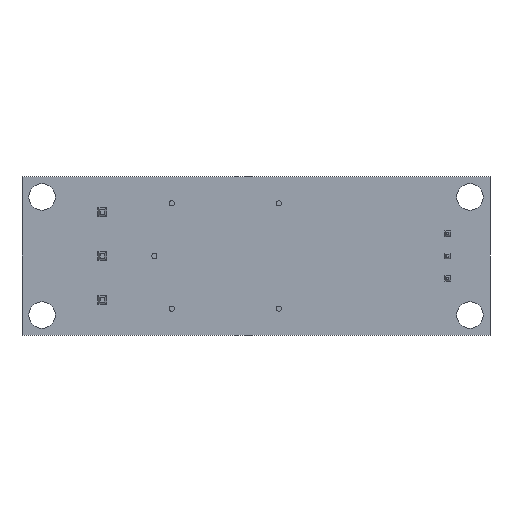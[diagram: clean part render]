
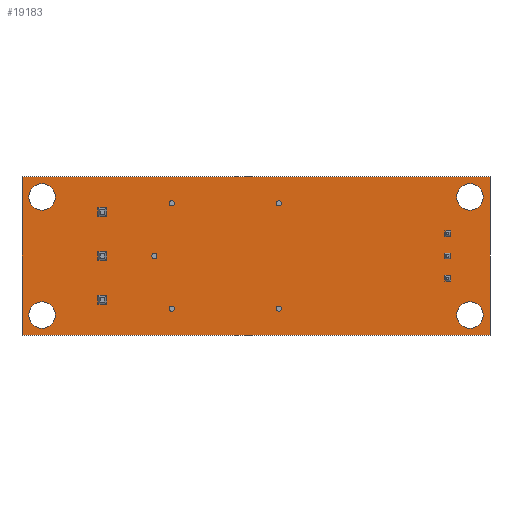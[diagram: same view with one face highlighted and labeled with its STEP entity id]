
A CAD part, front view. The second image highlights one B-rep face of the part: STEP entity #19183.
In plain terms, the highlighted planar face has unit normal (0, -1, 0).
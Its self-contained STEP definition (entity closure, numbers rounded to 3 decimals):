
#1187=FACE_BOUND('',#2873,.T.);
#1188=FACE_BOUND('',#2874,.T.);
#1189=FACE_BOUND('',#2875,.T.);
#1190=FACE_BOUND('',#2876,.T.);
#1259=CIRCLE('',#20388,1.5);
#1260=CIRCLE('',#20389,1.5);
#1261=CIRCLE('',#20390,1.5);
#1262=CIRCLE('',#20391,1.5);
#1263=CIRCLE('',#20392,1.5);
#1264=CIRCLE('',#20393,1.5);
#1265=CIRCLE('',#20394,1.5);
#1266=CIRCLE('',#20395,1.5);
#1922=FACE_OUTER_BOUND('',#2872,.T.);
#2872=EDGE_LOOP('',(#12551,#12552,#12553,#12554));
#2873=EDGE_LOOP('',(#12555,#12556));
#2874=EDGE_LOOP('',(#12557,#12558));
#2875=EDGE_LOOP('',(#12559,#12560));
#2876=EDGE_LOOP('',(#12561,#12562));
#3882=LINE('',#26600,#5587);
#3886=LINE('',#26608,#5591);
#3889=LINE('',#26614,#5594);
#3892=LINE('',#26619,#5597);
#5587=VECTOR('',#21887,1000.);
#5591=VECTOR('',#21893,1000.);
#5594=VECTOR('',#21898,1000.);
#5597=VECTOR('',#21903,1000.);
#7292=VERTEX_POINT('',#26598);
#7293=VERTEX_POINT('',#26599);
#7296=VERTEX_POINT('',#26607);
#7298=VERTEX_POINT('',#26613);
#7308=VERTEX_POINT('',#26639);
#7309=VERTEX_POINT('',#26640);
#7310=VERTEX_POINT('',#26643);
#7311=VERTEX_POINT('',#26644);
#7312=VERTEX_POINT('',#26647);
#7313=VERTEX_POINT('',#26648);
#7314=VERTEX_POINT('',#26651);
#7315=VERTEX_POINT('',#26652);
#9510=EDGE_CURVE('',#7292,#7293,#3882,.T.);
#9514=EDGE_CURVE('',#7293,#7296,#3886,.T.);
#9517=EDGE_CURVE('',#7296,#7298,#3889,.T.);
#9520=EDGE_CURVE('',#7298,#7292,#3892,.T.);
#9530=EDGE_CURVE('',#7308,#7309,#1259,.T.);
#9531=EDGE_CURVE('',#7309,#7308,#1260,.T.);
#9532=EDGE_CURVE('',#7310,#7311,#1261,.T.);
#9533=EDGE_CURVE('',#7311,#7310,#1262,.T.);
#9534=EDGE_CURVE('',#7312,#7313,#1263,.T.);
#9535=EDGE_CURVE('',#7313,#7312,#1264,.T.);
#9536=EDGE_CURVE('',#7314,#7315,#1265,.T.);
#9537=EDGE_CURVE('',#7315,#7314,#1266,.T.);
#12551=ORIENTED_EDGE('',*,*,#9510,.F.);
#12552=ORIENTED_EDGE('',*,*,#9520,.F.);
#12553=ORIENTED_EDGE('',*,*,#9517,.F.);
#12554=ORIENTED_EDGE('',*,*,#9514,.F.);
#12555=ORIENTED_EDGE('',*,*,#9530,.T.);
#12556=ORIENTED_EDGE('',*,*,#9531,.T.);
#12557=ORIENTED_EDGE('',*,*,#9532,.T.);
#12558=ORIENTED_EDGE('',*,*,#9533,.T.);
#12559=ORIENTED_EDGE('',*,*,#9534,.T.);
#12560=ORIENTED_EDGE('',*,*,#9535,.T.);
#12561=ORIENTED_EDGE('',*,*,#9536,.T.);
#12562=ORIENTED_EDGE('',*,*,#9537,.T.);
#17609=PLANE('',#20387);
#19183=ADVANCED_FACE('',(#1922,#1187,#1188,#1189,#1190),#17609,.T.);
#20387=AXIS2_PLACEMENT_3D('',#26638,#21923,#21924);
#20388=AXIS2_PLACEMENT_3D('',#26641,#21925,#21926);
#20389=AXIS2_PLACEMENT_3D('',#26642,#21927,#21928);
#20390=AXIS2_PLACEMENT_3D('',#26645,#21929,#21930);
#20391=AXIS2_PLACEMENT_3D('',#26646,#21931,#21932);
#20392=AXIS2_PLACEMENT_3D('',#26649,#21933,#21934);
#20393=AXIS2_PLACEMENT_3D('',#26650,#21935,#21936);
#20394=AXIS2_PLACEMENT_3D('',#26653,#21937,#21938);
#20395=AXIS2_PLACEMENT_3D('',#26654,#21939,#21940);
#21887=DIRECTION('',(0.,0.,-1.));
#21893=DIRECTION('',(-1.,0.,0.));
#21898=DIRECTION('',(0.,0.,1.));
#21903=DIRECTION('',(1.,0.,0.));
#21923=DIRECTION('center_axis',(0.,-1.,0.));
#21924=DIRECTION('ref_axis',(0.,0.,-1.));
#21925=DIRECTION('center_axis',(0.,1.,0.));
#21926=DIRECTION('ref_axis',(0.,0.,1.));
#21927=DIRECTION('center_axis',(0.,1.,0.));
#21928=DIRECTION('ref_axis',(0.,0.,1.));
#21929=DIRECTION('center_axis',(0.,1.,0.));
#21930=DIRECTION('ref_axis',(0.,0.,1.));
#21931=DIRECTION('center_axis',(0.,1.,0.));
#21932=DIRECTION('ref_axis',(0.,0.,1.));
#21933=DIRECTION('center_axis',(0.,1.,0.));
#21934=DIRECTION('ref_axis',(0.,0.,1.));
#21935=DIRECTION('center_axis',(0.,1.,0.));
#21936=DIRECTION('ref_axis',(0.,0.,1.));
#21937=DIRECTION('center_axis',(0.,1.,0.));
#21938=DIRECTION('ref_axis',(0.,0.,1.));
#21939=DIRECTION('center_axis',(0.,1.,0.));
#21940=DIRECTION('ref_axis',(0.,0.,1.));
#26598=CARTESIAN_POINT('',(26.67,0.,9.017));
#26599=CARTESIAN_POINT('',(26.67,0.,-9.017));
#26600=CARTESIAN_POINT('',(26.67,0.,9.017));
#26607=CARTESIAN_POINT('',(-26.67,0.,-9.017));
#26608=CARTESIAN_POINT('',(-26.67,0.,-9.017));
#26613=CARTESIAN_POINT('',(-26.67,0.,9.017));
#26614=CARTESIAN_POINT('',(-26.67,0.,9.017));
#26619=CARTESIAN_POINT('',(-26.67,0.,9.017));
#26638=CARTESIAN_POINT('Origin',(0.,0.,0.));
#26639=CARTESIAN_POINT('',(-24.384,0.,-5.231));
#26640=CARTESIAN_POINT('',(-24.384,0.,-8.231));
#26641=CARTESIAN_POINT('Origin',(-24.384,0.,-6.731));
#26642=CARTESIAN_POINT('Origin',(-24.384,0.,-6.731));
#26643=CARTESIAN_POINT('',(24.384,0.,-5.231));
#26644=CARTESIAN_POINT('',(24.384,0.,-8.231));
#26645=CARTESIAN_POINT('Origin',(24.384,0.,-6.731));
#26646=CARTESIAN_POINT('Origin',(24.384,0.,-6.731));
#26647=CARTESIAN_POINT('',(-24.384,0.,8.231));
#26648=CARTESIAN_POINT('',(-24.384,0.,5.231));
#26649=CARTESIAN_POINT('Origin',(-24.384,0.,6.731));
#26650=CARTESIAN_POINT('Origin',(-24.384,0.,6.731));
#26651=CARTESIAN_POINT('',(24.384,0.,8.231));
#26652=CARTESIAN_POINT('',(24.384,0.,5.231));
#26653=CARTESIAN_POINT('Origin',(24.384,0.,6.731));
#26654=CARTESIAN_POINT('Origin',(24.384,0.,6.731));
